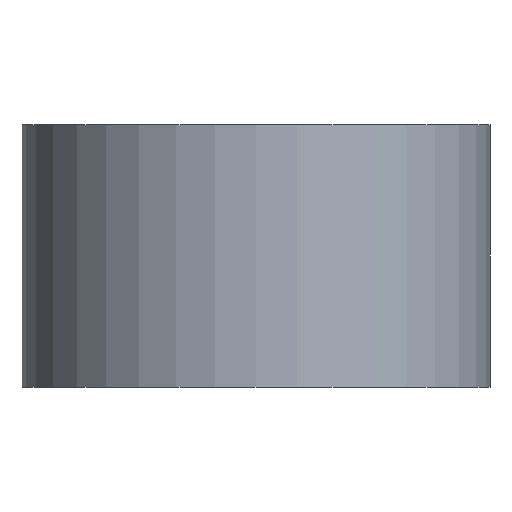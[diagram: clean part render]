
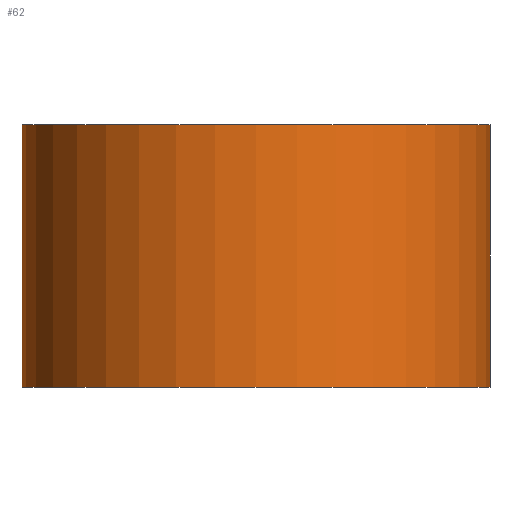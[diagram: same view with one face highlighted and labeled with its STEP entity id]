
A CAD part, front view. The second image highlights one B-rep face of the part: STEP entity #62.
In plain terms, the highlighted cylindrical face has radius 6.35 mm (diameter 12.7 mm), a partial arc.
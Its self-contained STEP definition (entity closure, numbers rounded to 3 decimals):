
#1 = CARTESIAN_POINT ( 'NONE',  ( -6.35, 0., -1.708 ) ) ;
#2 = VERTEX_POINT ( 'NONE', #108 ) ;
#15 = VECTOR ( 'NONE', #260, 1000. ) ;
#18 = CARTESIAN_POINT ( 'NONE',  ( 6.35, 0., -1.708 ) ) ;
#19 = CARTESIAN_POINT ( 'NONE',  ( 0., 0., 5.408 ) ) ;
#20 = DIRECTION ( 'NONE',  ( 0., 0., 1. ) ) ;
#21 = CIRCLE ( 'NONE', #68, 6.35 ) ;
#22 = DIRECTION ( 'NONE',  ( 0., 0., -1. ) ) ;
#30 = VERTEX_POINT ( 'NONE', #85 ) ;
#39 = VERTEX_POINT ( 'NONE', #56 ) ;
#43 = FACE_OUTER_BOUND ( 'NONE', #74, .T. ) ;
#46 = DIRECTION ( 'NONE',  ( 1., 0., 0. ) ) ;
#56 = CARTESIAN_POINT ( 'NONE',  ( 6.35, 0., 5.408 ) ) ;
#60 = ORIENTED_EDGE ( 'NONE', *, *, #214, .T. ) ;
#62 = ADVANCED_FACE ( 'NONE', ( #43 ), #266, .T. ) ;
#65 = VERTEX_POINT ( 'NONE', #1 ) ;
#67 = DIRECTION ( 'NONE',  ( 1., 0., 0. ) ) ;
#68 = AXIS2_PLACEMENT_3D ( 'NONE', #89, #251, #156 ) ;
#72 = CARTESIAN_POINT ( 'NONE',  ( 6.35, 0., -1.708 ) ) ;
#74 = EDGE_LOOP ( 'NONE', ( #244, #60, #197, #209, #184, #175 ) ) ;
#79 = EDGE_CURVE ( 'NONE', #30, #137, #190, .T. ) ;
#85 = CARTESIAN_POINT ( 'NONE',  ( 0., -6.35, -1.708 ) ) ;
#89 = CARTESIAN_POINT ( 'NONE',  ( 0., 0., 5.408 ) ) ;
#92 = EDGE_CURVE ( 'NONE', #2, #167, #153, .T. ) ;
#95 = DIRECTION ( 'NONE',  ( 0., 0., 1. ) ) ;
#97 = AXIS2_PLACEMENT_3D ( 'NONE', #221, #273, #155 ) ;
#108 = CARTESIAN_POINT ( 'NONE',  ( 0., -6.35, 5.408 ) ) ;
#123 = LINE ( 'NONE', #72, #15 ) ;
#130 = DIRECTION ( 'NONE',  ( 1., 0., 0. ) ) ;
#132 = CARTESIAN_POINT ( 'NONE',  ( -6.35, 0., 5.408 ) ) ;
#133 = CIRCLE ( 'NONE', #220, 6.35 ) ;
#137 = VERTEX_POINT ( 'NONE', #18 ) ;
#146 = EDGE_CURVE ( 'NONE', #39, #2, #21, .T. ) ;
#153 = CIRCLE ( 'NONE', #269, 6.35 ) ;
#155 = DIRECTION ( 'NONE',  ( 1., 0., 0. ) ) ;
#156 = DIRECTION ( 'NONE',  ( 1., 0., 0. ) ) ;
#160 = DIRECTION ( 'NONE',  ( 0., 0., 1. ) ) ;
#167 = VERTEX_POINT ( 'NONE', #132 ) ;
#175 = ORIENTED_EDGE ( 'NONE', *, *, #92, .T. ) ;
#184 = ORIENTED_EDGE ( 'NONE', *, *, #146, .T. ) ;
#185 = EDGE_CURVE ( 'NONE', #137, #39, #123, .T. ) ;
#190 = CIRCLE ( 'NONE', #193, 6.35 ) ;
#193 = AXIS2_PLACEMENT_3D ( 'NONE', #256, #20, #67 ) ;
#197 = ORIENTED_EDGE ( 'NONE', *, *, #79, .T. ) ;
#203 = CARTESIAN_POINT ( 'NONE',  ( 0., 0., -1.708 ) ) ;
#206 = CARTESIAN_POINT ( 'NONE',  ( -6.35, 0., -1.708 ) ) ;
#209 = ORIENTED_EDGE ( 'NONE', *, *, #185, .T. ) ;
#214 = EDGE_CURVE ( 'NONE', #65, #30, #133, .T. ) ;
#220 = AXIS2_PLACEMENT_3D ( 'NONE', #203, #160, #46 ) ;
#221 = CARTESIAN_POINT ( 'NONE',  ( 0., 0., -1.708 ) ) ;
#229 = EDGE_CURVE ( 'NONE', #65, #167, #255, .T. ) ;
#244 = ORIENTED_EDGE ( 'NONE', *, *, #229, .F. ) ;
#246 = VECTOR ( 'NONE', #95, 1000. ) ;
#251 = DIRECTION ( 'NONE',  ( 0., 0., -1. ) ) ;
#255 = LINE ( 'NONE', #206, #246 ) ;
#256 = CARTESIAN_POINT ( 'NONE',  ( 0., 0., -1.708 ) ) ;
#260 = DIRECTION ( 'NONE',  ( 0., 0., 1. ) ) ;
#266 = CYLINDRICAL_SURFACE ( 'NONE', #97, 6.35 ) ;
#269 = AXIS2_PLACEMENT_3D ( 'NONE', #19, #22, #130 ) ;
#273 = DIRECTION ( 'NONE',  ( 0., 0., 1. ) ) ;
